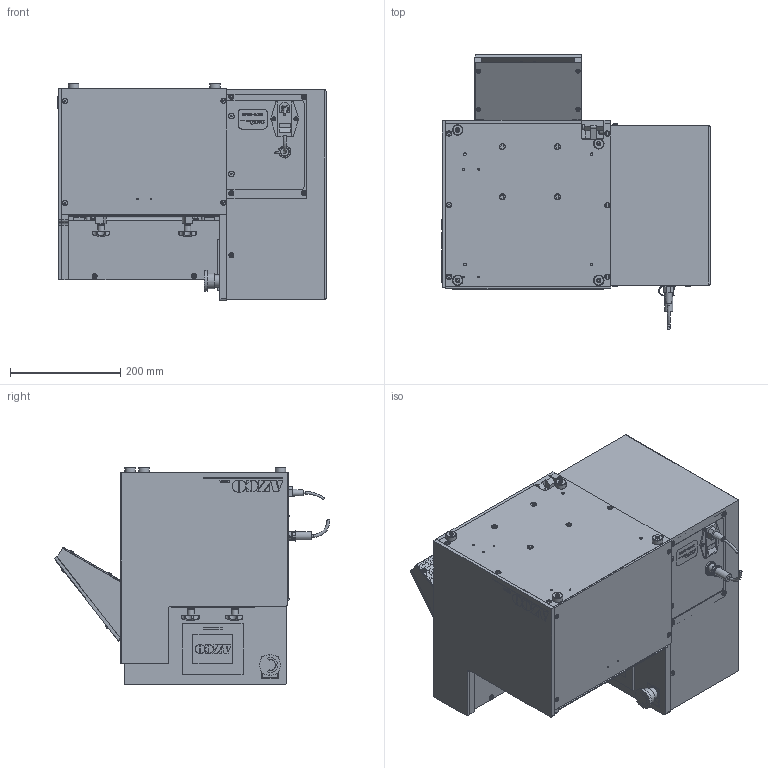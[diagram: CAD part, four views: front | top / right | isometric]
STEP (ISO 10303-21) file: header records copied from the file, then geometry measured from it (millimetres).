
FILE_DESCRIPTION(/* description */ (''),/* implementation_level */ '2;1');
FILE_NAME(/* name */ 'SM160.stp',/* time_stamp */ '2023-08-17T11:11:10-04:00',/* author */ ('tmcandrew'),/* organization */ (''),/* preprocessor_version */ 'ST-DEVELOPER v18',/* originating_system */ 'Autodesk Inventor 2020',/* authorisation */ '');
FILE_SCHEMA (('AUTOMOTIVE_DESIGN { 1 0 10303 214 3 1 1 }'));
Products named in the file (1): 223996 SOLID MODEL
Bounding box: 486.85 x 499.87 x 395.23 mm (x, y, z)
Surface area: 1997889.6 mm2 (no closed solid volume)
Topology: 0 solids, 190 shells, 1443 faces, 6263 edges, 4953 vertices
Faces by surface type: plane 1052, cylinder 249, bspline 74, cone 43, torus 21, sphere 4
Full cylindrical faces by diameter (mm): 2.459 x2, 2.644 x1, 3.242 x6, 4 x6, 4.5 x4, 4.534 x1, 4.917 x4, 5.5 x1, 6 x3, 6.35 x2, 7 x5, 7.6 x10, 7.874 x4, 8 x16, 8.5 x8, 9.5 x9, 9.85 x2, 10 x13, 11 x4, 12 x8, 12.7 x2, 15 x1, 15.875 x1, 16 x3, 19.05 x6, 21.043 x1, 22 x1, 22.5 x1, 24 x2, 24.5 x1
Entity records: 67974 total; most frequent: CARTESIAN_POINT 15279, DIRECTION 9669, ORIENTED_EDGE 9033, EDGE_CURVE 6263, VERTEX_POINT 4953, LINE 4811, VECTOR 4811, AXIS2_PLACEMENT_3D 2429
